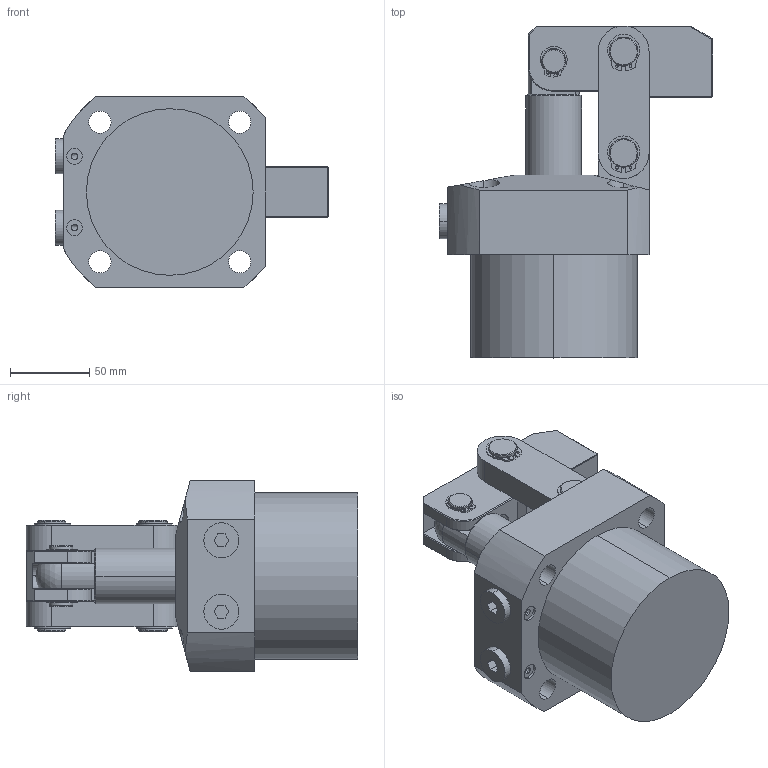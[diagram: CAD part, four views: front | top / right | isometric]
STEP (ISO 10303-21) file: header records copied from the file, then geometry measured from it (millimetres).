
FILE_DESCRIPTION (( 'STEP AP203' ), '1' );
FILE_NAME ('CLKA-105G杠杆式油压缸三维图.STEP', '2019-04-18T03:29:07', ( 'User' ), ( 'china' ), 'SwSTEP 2.0', 'SolidWorks 2018', '' );
FILE_SCHEMA (( 'CONFIG_CONTROL_DESIGN' ));
Length unit declared in the file: millimetre
Products named in the file (10): ｳ､ﾖ畧1_2; 囀鞠褒黑芛郔陔03-811_5; 105G掛极; 105活塞杆_5; CLKA-105G杠杆式油压缸三维图; ﾁｬｸﾋ_1_2; ﾑｹｱﾛ_1_2; ｶﾌﾖ畧1_2; 結15_1_2; 結18_1_2
Assembly tree (16 placements, depth 2):
  CLKA-105G杠杆式油压缸三维图
    105活塞杆_5
    ﾁｬｸﾋ_1_2  x2
    ﾑｹｱﾛ_1_2
    ｶﾌﾖ畧1_2
    結15_1_2  x2
    結18_1_2  x4
    ｳ､ﾖ畧1_2  x2
    囀鞠褒黑芛郔陔03-811_5  x2
    105G掛极
Bounding box: 172 x 209 x 120 mm (x, y, z)
Volume: 1092625 mm3; surface area: 201551.9 mm2
Topology: 15 solids, 17 shells, 423 faces, 1042 edges, 676 vertices
Faces by surface type: cylinder 207, plane 154, cone 56, bspline 4, sphere 2
Entity records: 9743 total; most frequent: CARTESIAN_POINT 1693, DIRECTION 1524, ORIENTED_EDGE 1348, EDGE_CURVE 676, AXIS2_PLACEMENT_3D 590, VERTEX_POINT 435, LINE 344, VECTOR 344
